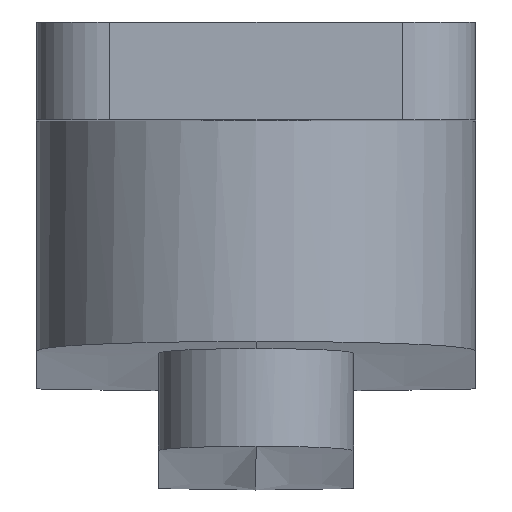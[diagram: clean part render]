
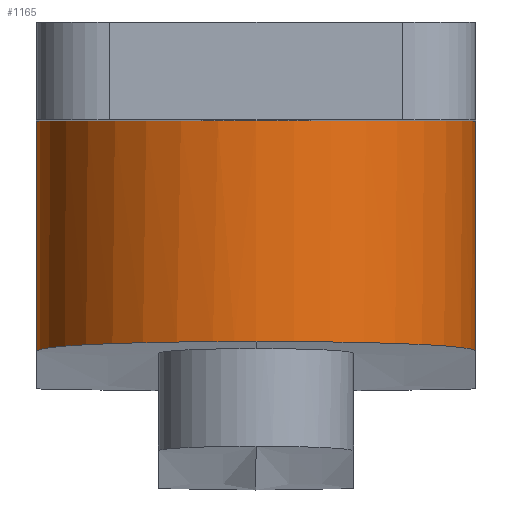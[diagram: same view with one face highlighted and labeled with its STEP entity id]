
A CAD part, top view. The second image highlights one B-rep face of the part: STEP entity #1165.
In plain terms, the highlighted cylindrical face has radius 9 mm (diameter 18 mm), a partial arc.
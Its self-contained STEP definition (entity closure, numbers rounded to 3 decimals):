
#16 = AXIS2_PLACEMENT_3D ( 'NONE', #1070, #92, #583 ) ;
#19 = VERTEX_POINT ( 'NONE', #1145 ) ;
#21 = ORIENTED_EDGE ( 'NONE', *, *, #564, .F. ) ;
#52 = CARTESIAN_POINT ( 'NONE',  ( 7.797, -445.16, -70.496 ) ) ;
#55 = CARTESIAN_POINT ( 'NONE',  ( -8.09, -445.182, -71.013 ) ) ;
#65 = CARTESIAN_POINT ( 'NONE',  ( 0., -444.982, -66. ) ) ;
#71 = CARTESIAN_POINT ( 'NONE',  ( 2.042, -444.99, -66.23 ) ) ;
#74 = CARTESIAN_POINT ( 'NONE',  ( 9., -445.37, -75. ) ) ;
#92 = DIRECTION ( 'NONE',  ( 0., -1., 0. ) ) ;
#137 = ORIENTED_EDGE ( 'NONE', *, *, #1505, .T. ) ;
#165 = CARTESIAN_POINT ( 'NONE',  ( -9., -445.37, -75. ) ) ;
#180 = CARTESIAN_POINT ( 'NONE',  ( -2.906, -445., -66.477 ) ) ;
#225 = VECTOR ( 'NONE', #710, 1000. ) ;
#281 = CYLINDRICAL_SURFACE ( 'NONE', #934, 9. ) ;
#309 = CARTESIAN_POINT ( 'NONE',  ( -1.183, -444.984, -66.058 ) ) ;
#314 = CARTESIAN_POINT ( 'NONE',  ( 8.075, -445.183, -71.015 ) ) ;
#318 = CARTESIAN_POINT ( 'NONE',  ( 5.485, -445.051, -67.841 ) ) ;
#334 = VERTEX_POINT ( 'NONE', #896 ) ;
#358 = B_SPLINE_CURVE_WITH_KNOTS ( 'NONE', 3,
 ( #65, #447, #1048, #71, #557, #683, #1292, #562, #425, #318, #554, #1297, #1526, #920, #52, #314, #1163, #813, #914, #679, #809, #1160, #74 ),
 .UNSPECIFIED., .F., .F.,
 ( 4, 2, 2, 2, 2, 2, 2, 2, 1, 2, 2, 4 ),
 ( 0., 0.002, 0.003, 0.004, 0.005, 0.007, 0.009, 0.01, 0.011, 0.011, 0.012, 0.014 ),
 .UNSPECIFIED. ) ;
#365 = EDGE_CURVE ( 'NONE', #793, #19, #358, .T. ) ;
#420 = CARTESIAN_POINT ( 'NONE',  ( -7.162, -445.119, -69.519 ) ) ;
#423 = CARTESIAN_POINT ( 'NONE',  ( -9., 0., -75. ) ) ;
#424 = CARTESIAN_POINT ( 'NONE',  ( -5.501, -445.052, -67.852 ) ) ;
#425 = CARTESIAN_POINT ( 'NONE',  ( 4.507, -445.026, -67.188 ) ) ;
#428 = DIRECTION ( 'NONE',  ( 0., 1., 0. ) ) ;
#436 = CARTESIAN_POINT ( 'NONE',  ( -5.953, -445.066, -68.225 ) ) ;
#447 = CARTESIAN_POINT ( 'NONE',  ( 0.595, -444.982, -66. ) ) ;
#460 = CARTESIAN_POINT ( 'NONE',  ( 9., -435.93, -75. ) ) ;
#464 = B_SPLINE_CURVE_WITH_KNOTS ( 'NONE', 3,
 ( #165, #1142, #894, #655, #1497, #795, #1154, #55, #551, #420, #1147, #436, #424, #1394, #1266, #1284, #919, #180, #1037, #775, #309, #899, #548 ),
 .UNSPECIFIED., .F., .F.,
 ( 4, 2, 2, 2, 2, 2, 2, 2, 1, 2, 2, 4 ),
 ( 0., 0.002, 0.003, 0.004, 0.005, 0.007, 0.009, 0.01, 0.011, 0.011, 0.012, 0.014 ),
 .UNSPECIFIED. ) ;
#525 = EDGE_CURVE ( 'NONE', #570, #868, #1236, .T. ) ;
#548 = CARTESIAN_POINT ( 'NONE',  ( 0., -444.982, -66. ) ) ;
#551 = CARTESIAN_POINT ( 'NONE',  ( -7.814, -445.16, -70.497 ) ) ;
#554 = CARTESIAN_POINT ( 'NONE',  ( 5.948, -445.066, -68.221 ) ) ;
#557 = CARTESIAN_POINT ( 'NONE',  ( 2.327, -444.993, -66.301 ) ) ;
#562 = CARTESIAN_POINT ( 'NONE',  ( 3.99, -445.016, -66.911 ) ) ;
#564 = EDGE_CURVE ( 'NONE', #570, #19, #1180, .T. ) ;
#570 = VERTEX_POINT ( 'NONE', #460 ) ;
#579 = VECTOR ( 'NONE', #428, 1000. ) ;
#583 = DIRECTION ( 'NONE',  ( 0., 0., -1. ) ) ;
#655 = CARTESIAN_POINT ( 'NONE',  ( -8.771, -445.271, -72.961 ) ) ;
#679 = CARTESIAN_POINT ( 'NONE',  ( 8.768, -445.27, -72.947 ) ) ;
#683 = CARTESIAN_POINT ( 'NONE',  ( 2.892, -444.999, -66.472 ) ) ;
#710 = DIRECTION ( 'NONE',  ( 0., -1., 0. ) ) ;
#775 = CARTESIAN_POINT ( 'NONE',  ( -2.055, -444.991, -66.233 ) ) ;
#779 = EDGE_CURVE ( 'NONE', #334, #868, #1460, .T. ) ;
#793 = VERTEX_POINT ( 'NONE', #1393 ) ;
#795 = CARTESIAN_POINT ( 'NONE',  ( -8.529, -445.231, -72.111 ) ) ;
#798 = DIRECTION ( 'NONE',  ( 0., 0., -1. ) ) ;
#800 = CARTESIAN_POINT ( 'NONE',  ( -9., -435.93, -75. ) ) ;
#809 = CARTESIAN_POINT ( 'NONE',  ( 8.942, -445.311, -73.819 ) ) ;
#813 = CARTESIAN_POINT ( 'NONE',  ( 8.524, -445.231, -72.097 ) ) ;
#819 = DIRECTION ( 'NONE',  ( 0., -1., 0. ) ) ;
#868 = VERTEX_POINT ( 'NONE', #800 ) ;
#894 = CARTESIAN_POINT ( 'NONE',  ( -8.942, -445.312, -73.822 ) ) ;
#896 = CARTESIAN_POINT ( 'NONE',  ( -9., -445.37, -75. ) ) ;
#899 = CARTESIAN_POINT ( 'NONE',  ( -0.595, -444.982, -66. ) ) ;
#914 = CARTESIAN_POINT ( 'NONE',  ( 8.695, -445.257, -72.659 ) ) ;
#919 = CARTESIAN_POINT ( 'NONE',  ( -3.458, -445.007, -66.676 ) ) ;
#920 = CARTESIAN_POINT ( 'NONE',  ( 7.644, -445.149, -70.24 ) ) ;
#934 = AXIS2_PLACEMENT_3D ( 'NONE', #1402, #819, #798 ) ;
#1037 = CARTESIAN_POINT ( 'NONE',  ( -2.343, -444.993, -66.305 ) ) ;
#1048 = CARTESIAN_POINT ( 'NONE',  ( 1.179, -444.984, -66.058 ) ) ;
#1070 = CARTESIAN_POINT ( 'NONE',  ( 0., -435.93, -75. ) ) ;
#1142 = CARTESIAN_POINT ( 'NONE',  ( -9., -445.34, -74.406 ) ) ;
#1145 = CARTESIAN_POINT ( 'NONE',  ( 9., -445.37, -75. ) ) ;
#1147 = CARTESIAN_POINT ( 'NONE',  ( -6.783, -445.1, -69.055 ) ) ;
#1154 = CARTESIAN_POINT ( 'NONE',  ( -8.428, -445.219, -71.83 ) ) ;
#1160 = CARTESIAN_POINT ( 'NONE',  ( 9., -445.34, -74.406 ) ) ;
#1163 = CARTESIAN_POINT ( 'NONE',  ( 8.326, -445.206, -71.545 ) ) ;
#1165 = ADVANCED_FACE ( 'NONE', ( #1492 ), #281, .T. ) ;
#1180 = LINE ( 'NONE', #1539, #225 ) ;
#1236 = CIRCLE ( 'NONE', #16, 9. ) ;
#1250 = ORIENTED_EDGE ( 'NONE', *, *, #779, .F. ) ;
#1266 = CARTESIAN_POINT ( 'NONE',  ( -4.508, -445.027, -67.205 ) ) ;
#1284 = CARTESIAN_POINT ( 'NONE',  ( -3.989, -445.016, -66.927 ) ) ;
#1292 = CARTESIAN_POINT ( 'NONE',  ( 3.173, -445.003, -66.573 ) ) ;
#1297 = CARTESIAN_POINT ( 'NONE',  ( 6.778, -445.099, -69.05 ) ) ;
#1365 = EDGE_LOOP ( 'NONE', ( #21, #1403, #1250, #137, #1484 ) ) ;
#1393 = CARTESIAN_POINT ( 'NONE',  ( 0., -444.982, -66. ) ) ;
#1394 = CARTESIAN_POINT ( 'NONE',  ( -4.764, -445.033, -67.358 ) ) ;
#1402 = CARTESIAN_POINT ( 'NONE',  ( 0., 0., -75. ) ) ;
#1403 = ORIENTED_EDGE ( 'NONE', *, *, #525, .T. ) ;
#1460 = LINE ( 'NONE', #423, #579 ) ;
#1484 = ORIENTED_EDGE ( 'NONE', *, *, #365, .T. ) ;
#1492 = FACE_OUTER_BOUND ( 'NONE', #1365, .T. ) ;
#1497 = CARTESIAN_POINT ( 'NONE',  ( -8.7, -445.257, -72.676 ) ) ;
#1505 = EDGE_CURVE ( 'NONE', #334, #793, #464, .T. ) ;
#1526 = CARTESIAN_POINT ( 'NONE',  ( 7.151, -445.118, -69.503 ) ) ;
#1539 = CARTESIAN_POINT ( 'NONE',  ( 9., 0., -75. ) ) ;
